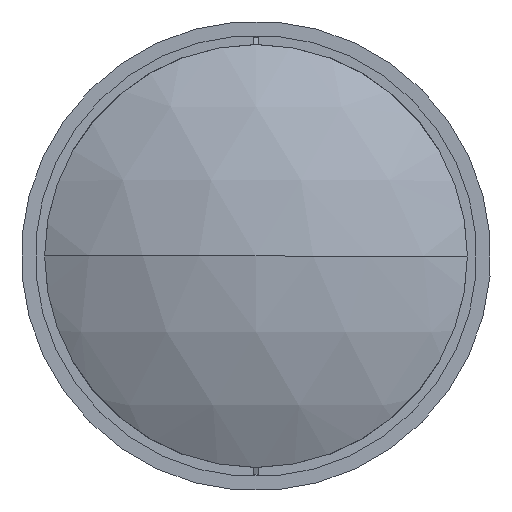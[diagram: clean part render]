
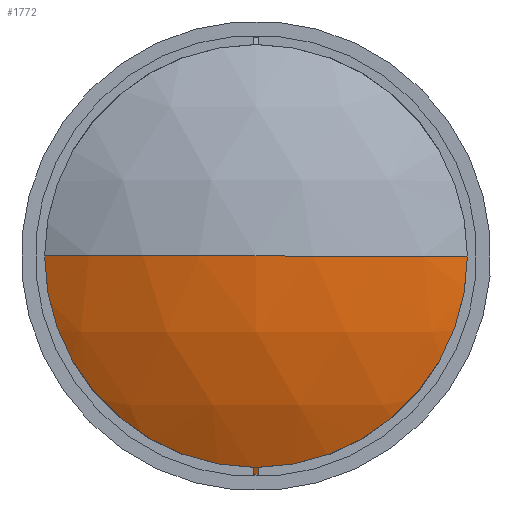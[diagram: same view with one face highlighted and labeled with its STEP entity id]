
A CAD part, left-side view. The second image highlights one B-rep face of the part: STEP entity #1772.
In plain terms, the highlighted spherical face has radius 92.4 mm.
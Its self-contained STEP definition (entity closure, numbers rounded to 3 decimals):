
#26 = CARTESIAN_POINT ( 'NONE',  ( 0., 0., 0. ) ) ;
#56 = DIRECTION ( 'NONE',  ( -1., 0., 0. ) ) ;
#182 = EDGE_LOOP ( 'NONE', ( #2772, #3259, #1081 ) ) ;
#490 = DIRECTION ( 'NONE',  ( 0., 1., 0. ) ) ;
#579 = VERTEX_POINT ( 'NONE', #26 ) ;
#634 = AXIS2_PLACEMENT_3D ( 'NONE', #1298, #2050, #4712 ) ;
#909 = EDGE_CURVE ( 'NONE', #1202, #579, #2904, .T. ) ;
#1081 = ORIENTED_EDGE ( 'NONE', *, *, #3707, .F. ) ;
#1102 = AXIS2_PLACEMENT_3D ( 'NONE', #1352, #2450, #3969 ) ;
#1202 = VERTEX_POINT ( 'NONE', #4706 ) ;
#1211 = CARTESIAN_POINT ( 'NONE',  ( 12.553, 0., 0. ) ) ;
#1298 = CARTESIAN_POINT ( 'NONE',  ( 92.4, 0., 0. ) ) ;
#1351 = CIRCLE ( 'NONE', #3144, 46.5 ) ;
#1352 = CARTESIAN_POINT ( 'NONE',  ( 92.4, 0., 0. ) ) ;
#1558 = CARTESIAN_POINT ( 'NONE',  ( 12.553, 46.5, 0. ) ) ;
#1591 = DIRECTION ( 'NONE',  ( 0., 0., 1. ) ) ;
#1772 = ADVANCED_FACE ( 'NONE', ( #3120 ), #1900, .T. ) ;
#1900 = SPHERICAL_SURFACE ( 'NONE', #634, 92.4 ) ;
#2050 = DIRECTION ( 'NONE',  ( 0., 0., -1. ) ) ;
#2450 = DIRECTION ( 'NONE',  ( 0., 0., 1. ) ) ;
#2772 = ORIENTED_EDGE ( 'NONE', *, *, #3992, .T. ) ;
#2904 = CIRCLE ( 'NONE', #3465, 92.4 ) ;
#3120 = FACE_OUTER_BOUND ( 'NONE', #182, .T. ) ;
#3144 = AXIS2_PLACEMENT_3D ( 'NONE', #1211, #56, #1591 ) ;
#3259 = ORIENTED_EDGE ( 'NONE', *, *, #909, .T. ) ;
#3465 = AXIS2_PLACEMENT_3D ( 'NONE', #4245, #4616, #490 ) ;
#3707 = EDGE_CURVE ( 'NONE', #4301, #579, #3709, .T. ) ;
#3709 = CIRCLE ( 'NONE', #1102, 92.4 ) ;
#3969 = DIRECTION ( 'NONE',  ( 1., 0., 0. ) ) ;
#3992 = EDGE_CURVE ( 'NONE', #4301, #1202, #1351, .T. ) ;
#4245 = CARTESIAN_POINT ( 'NONE',  ( 92.4, 0., 0. ) ) ;
#4301 = VERTEX_POINT ( 'NONE', #1558 ) ;
#4616 = DIRECTION ( 'NONE',  ( 0., 0., -1. ) ) ;
#4706 = CARTESIAN_POINT ( 'NONE',  ( 12.553, -46.5, 0. ) ) ;
#4712 = DIRECTION ( 'NONE',  ( 0., 1., 0. ) ) ;
